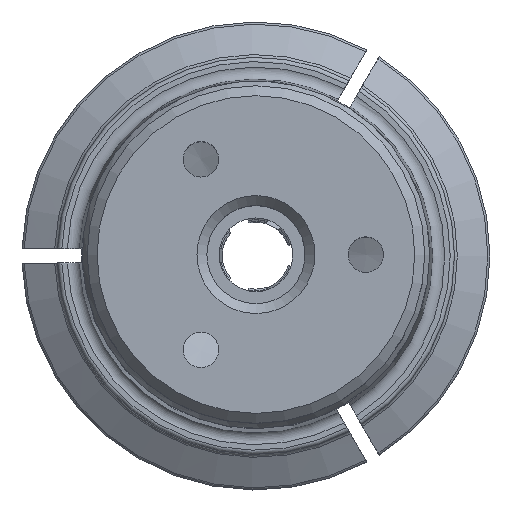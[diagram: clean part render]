
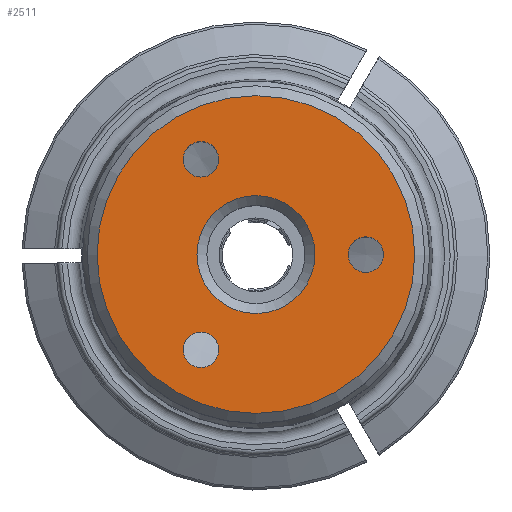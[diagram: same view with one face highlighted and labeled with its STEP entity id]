
A CAD part, top view. The second image highlights one B-rep face of the part: STEP entity #2511.
In plain terms, the highlighted planar face has unit normal (0, 0, 1).
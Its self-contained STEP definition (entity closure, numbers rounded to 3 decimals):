
#252=PLANE('',#2639);
#350=ORIENTED_EDGE('',*,*,#880,.F.);
#351=ORIENTED_EDGE('',*,*,#877,.T.);
#352=ORIENTED_EDGE('',*,*,#875,.T.);
#353=ORIENTED_EDGE('',*,*,#873,.T.);
#354=ORIENTED_EDGE('',*,*,#869,.T.);
#869=EDGE_CURVE('',#1137,#1137,#1327,.T.);
#873=EDGE_CURVE('',#1141,#1141,#1331,.T.);
#875=EDGE_CURVE('',#1143,#1143,#1333,.T.);
#877=EDGE_CURVE('',#1145,#1145,#1335,.T.);
#880=EDGE_CURVE('',#1148,#1148,#1338,.T.);
#1137=VERTEX_POINT('',#3428);
#1141=VERTEX_POINT('',#3438);
#1143=VERTEX_POINT('',#3443);
#1145=VERTEX_POINT('',#3448);
#1148=VERTEX_POINT('',#3456);
#1327=CIRCLE('',#2617,4.159);
#1331=CIRCLE('',#2623,1.25);
#1333=CIRCLE('',#2626,1.25);
#1335=CIRCLE('',#2629,1.25);
#1338=CIRCLE('',#2634,11.2);
#1469=EDGE_LOOP('',(#350));
#1470=EDGE_LOOP('',(#351));
#1471=EDGE_LOOP('',(#352));
#1472=EDGE_LOOP('',(#353));
#1473=EDGE_LOOP('',(#354));
#1613=FACE_BOUND('',#1469,.T.);
#1614=FACE_BOUND('',#1470,.T.);
#1615=FACE_BOUND('',#1471,.T.);
#1616=FACE_BOUND('',#1472,.T.);
#1617=FACE_BOUND('',#1473,.T.);
#2511=ADVANCED_FACE('',(#1613,#1614,#1615,#1616,#1617),#252,.F.);
#2617=AXIS2_PLACEMENT_3D('',#3427,#2863,#2864);
#2623=AXIS2_PLACEMENT_3D('',#3437,#2875,#2876);
#2626=AXIS2_PLACEMENT_3D('',#3442,#2881,#2882);
#2629=AXIS2_PLACEMENT_3D('',#3447,#2887,#2888);
#2634=AXIS2_PLACEMENT_3D('',#3455,#2897,#2898);
#2639=AXIS2_PLACEMENT_3D('',#3463,#2907,#2908);
#2863=DIRECTION('',(0.,0.,-1.));
#2864=DIRECTION('',(-1.,0.,0.));
#2875=DIRECTION('',(0.,0.,-1.));
#2876=DIRECTION('',(1.,0.,0.));
#2881=DIRECTION('',(0.,0.,-1.));
#2882=DIRECTION('',(1.,0.,0.));
#2887=DIRECTION('',(0.,0.,-1.));
#2888=DIRECTION('',(1.,0.,0.));
#2897=DIRECTION('',(0.,0.,-1.));
#2898=DIRECTION('',(-1.,0.,0.));
#2907=DIRECTION('',(0.,0.,-1.));
#2908=DIRECTION('',(-1.,0.,0.));
#3427=CARTESIAN_POINT('',(0.,0.,60.5));
#3428=CARTESIAN_POINT('',(-4.159,0.,60.5));
#3437=CARTESIAN_POINT('',(-3.875,-6.712,60.5));
#3438=CARTESIAN_POINT('',(-2.625,-6.712,60.5));
#3442=CARTESIAN_POINT('',(-3.875,6.712,60.5));
#3443=CARTESIAN_POINT('',(-2.625,6.712,60.5));
#3447=CARTESIAN_POINT('',(7.75,0.,60.5));
#3448=CARTESIAN_POINT('',(9.,0.,60.5));
#3455=CARTESIAN_POINT('',(0.,0.,60.5));
#3456=CARTESIAN_POINT('',(-11.2,0.,60.5));
#3463=CARTESIAN_POINT('',(11.9,0.,60.5));
